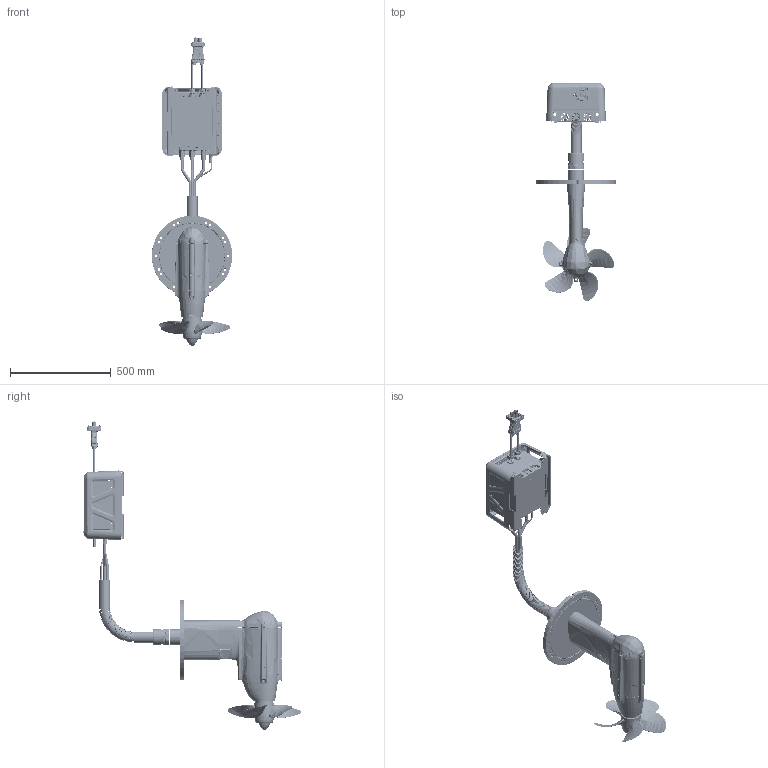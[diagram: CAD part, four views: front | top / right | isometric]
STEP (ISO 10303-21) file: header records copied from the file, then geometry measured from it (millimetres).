
FILE_DESCRIPTION (( 'STEP AP214' ), '1' );
FILE_NAME ('3D POD20.STEP', '2024-11-01T06:14:50', ( '' ), ( '' ), 'SwSTEP 2.0', 'SolidWorks 2021', '' );
FILE_SCHEMA (( 'AUTOMOTIVE_DESIGN' ));
Length unit declared in the file: millimetre
Products named in the file (1): 3D POD20
Bounding box: 399.47 x 1080.13 x 1535.45 mm (x, y, z)
Surface area: 2554060.7 mm2 (no closed solid volume)
Topology: 0 solids, 1637 shells, 5884 faces, 23840 edges, 19028 vertices
Faces by surface type: plane 2029, cylinder 1586, bspline 1178, cone 637, torus 446, sphere 8
Entity records: 507885 total; most frequent: CARTESIAN_POINT 334383, ORIENTED_EDGE 32368, DIRECTION 27565, EDGE_CURVE 23743, VERTEX_POINT 19030, B_SPLINE_CURVE_WITH_KNOTS 10021, AXIS2_PLACEMENT_3D 9394, VECTOR 8777
